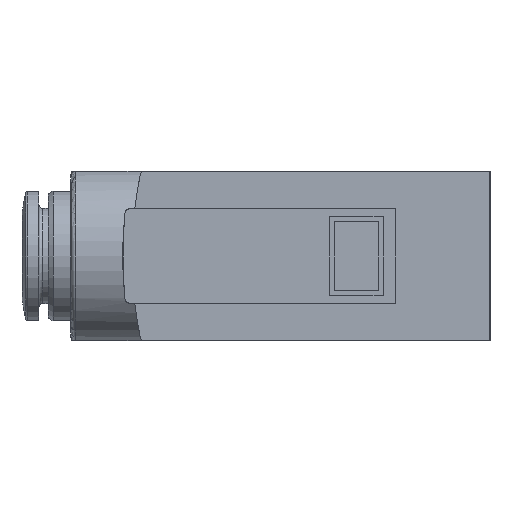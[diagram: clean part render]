
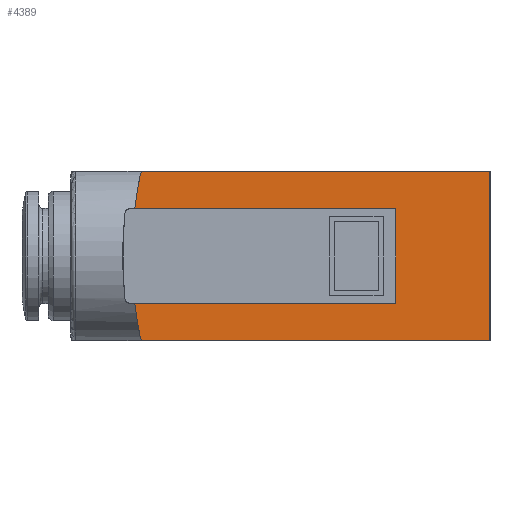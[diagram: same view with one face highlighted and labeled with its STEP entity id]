
A CAD part, left-side view. The second image highlights one B-rep face of the part: STEP entity #4389.
In plain terms, the highlighted planar face has unit normal (-1, 0, 0).
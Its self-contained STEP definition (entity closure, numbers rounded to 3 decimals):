
#141=CIRCLE('',#4478,44.);
#143=CIRCLE('',#4481,44.);
#154=CIRCLE('',#4496,0.5);
#156=CIRCLE('',#4499,0.5);
#966=ORIENTED_EDGE('',*,*,#1224,.F.);
#967=ORIENTED_EDGE('',*,*,#1520,.T.);
#968=ORIENTED_EDGE('',*,*,#1521,.T.);
#969=ORIENTED_EDGE('',*,*,#1522,.T.);
#970=ORIENTED_EDGE('',*,*,#1228,.F.);
#971=ORIENTED_EDGE('',*,*,#1250,.F.);
#972=ORIENTED_EDGE('',*,*,#1253,.F.);
#973=ORIENTED_EDGE('',*,*,#1258,.F.);
#974=ORIENTED_EDGE('',*,*,#1255,.F.);
#975=ORIENTED_EDGE('',*,*,#1246,.F.);
#1224=EDGE_CURVE('',#1668,#1669,#141,.T.);
#1228=EDGE_CURVE('',#1672,#1673,#143,.T.);
#1246=EDGE_CURVE('',#1669,#1688,#154,.T.);
#1250=EDGE_CURVE('',#1690,#1672,#156,.T.);
#1253=EDGE_CURVE('',#1692,#1690,#1969,.T.);
#1255=EDGE_CURVE('',#1688,#1694,#1971,.T.);
#1258=EDGE_CURVE('',#1694,#1692,#1974,.T.);
#1520=EDGE_CURVE('',#1668,#1848,#2157,.T.);
#1521=EDGE_CURVE('',#1848,#1849,#2158,.T.);
#1522=EDGE_CURVE('',#1849,#1673,#2159,.T.);
#1668=VERTEX_POINT('',#5843);
#1669=VERTEX_POINT('',#5845);
#1672=VERTEX_POINT('',#5852);
#1673=VERTEX_POINT('',#5854);
#1688=VERTEX_POINT('',#5891);
#1690=VERTEX_POINT('',#5897);
#1692=VERTEX_POINT('',#5903);
#1694=VERTEX_POINT('',#5909);
#1848=VERTEX_POINT('',#6541);
#1849=VERTEX_POINT('',#6543);
#1969=LINE('',#5904,#2265);
#1971=LINE('',#5908,#2267);
#1974=LINE('',#5913,#2270);
#2157=LINE('',#6540,#2453);
#2158=LINE('',#6542,#2454);
#2159=LINE('',#6544,#2455);
#2265=VECTOR('',#4938,1000.);
#2267=VECTOR('',#4942,1000.);
#2270=VECTOR('',#4947,1000.);
#2453=VECTOR('',#5472,1000.);
#2454=VECTOR('',#5473,1000.);
#2455=VECTOR('',#5474,1000.);
#2628=EDGE_LOOP('',(#966,#967,#968,#969,#970,#971,#972,#973,#974,#975));
#2846=FACE_BOUND('',#2628,.T.);
#3001=PLANE('',#4673);
#4389=ADVANCED_FACE('',(#2846),#3001,.F.);
#4478=AXIS2_PLACEMENT_3D('',#5844,#4879,#4880);
#4481=AXIS2_PLACEMENT_3D('',#5853,#4887,#4888);
#4496=AXIS2_PLACEMENT_3D('',#5890,#4924,#4925);
#4499=AXIS2_PLACEMENT_3D('',#5898,#4932,#4933);
#4673=AXIS2_PLACEMENT_3D('',#6539,#5470,#5471);
#4879=DIRECTION('',(1.,0.,0.));
#4880=DIRECTION('',(0.,0.,-1.));
#4887=DIRECTION('',(1.,0.,0.));
#4888=DIRECTION('',(0.,0.,-1.));
#4924=DIRECTION('',(1.,0.,0.));
#4925=DIRECTION('',(0.,0.,-1.));
#4932=DIRECTION('',(1.,0.,0.));
#4933=DIRECTION('',(0.,0.,-1.));
#4938=DIRECTION('',(0.,1.,0.));
#4942=DIRECTION('',(0.,-1.,0.));
#4947=DIRECTION('',(0.,0.,-1.));
#5470=DIRECTION('',(1.,0.,0.));
#5471=DIRECTION('',(0.,0.,-1.));
#5472=DIRECTION('',(0.,-1.,0.));
#5473=DIRECTION('',(0.,0.,-1.));
#5474=DIRECTION('',(0.,1.,0.));
#5843=CARTESIAN_POINT('',(-29.2,37.715,5.));
#5844=CARTESIAN_POINT('',(-29.2,-6.,0.));
#5845=CARTESIAN_POINT('',(-29.2,37.152,8.598));
#5852=CARTESIAN_POINT('',(-29.2,37.152,-8.598));
#5853=CARTESIAN_POINT('',(-29.2,-6.,0.));
#5854=CARTESIAN_POINT('',(-29.2,37.715,-5.));
#5890=CARTESIAN_POINT('',(-29.2,36.661,8.5));
#5891=CARTESIAN_POINT('',(-29.2,36.661,9.));
#5897=CARTESIAN_POINT('',(-29.2,36.661,-9.));
#5898=CARTESIAN_POINT('',(-29.2,36.661,-8.5));
#5903=CARTESIAN_POINT('',(-29.2,0.,-9.));
#5904=CARTESIAN_POINT('',(-29.2,0.,-9.));
#5908=CARTESIAN_POINT('',(-29.2,36.661,9.));
#5909=CARTESIAN_POINT('',(-29.2,0.,9.));
#5913=CARTESIAN_POINT('',(-29.2,0.,9.));
#6539=CARTESIAN_POINT('',(-29.2,36.661,8.5));
#6540=CARTESIAN_POINT('',(-29.2,38.267,5.));
#6541=CARTESIAN_POINT('',(-29.2,10.,5.));
#6542=CARTESIAN_POINT('',(-29.2,10.,5.));
#6543=CARTESIAN_POINT('',(-29.2,10.,-5.));
#6544=CARTESIAN_POINT('',(-29.2,10.,-5.));
